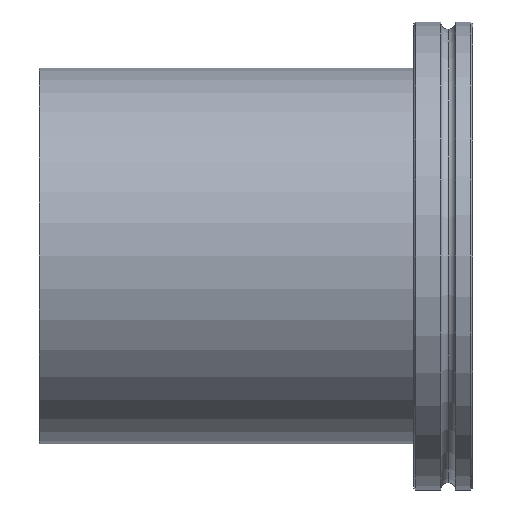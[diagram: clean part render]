
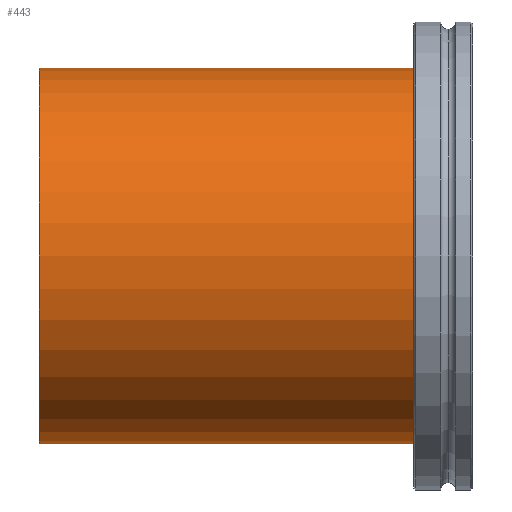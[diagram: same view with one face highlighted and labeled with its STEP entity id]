
A CAD part, left-side view. The second image highlights one B-rep face of the part: STEP entity #443.
In plain terms, the highlighted cylindrical face has radius 38.1 mm (diameter 76.2 mm), a partial arc.
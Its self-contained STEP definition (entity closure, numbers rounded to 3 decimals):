
#232 = EDGE_CURVE ( 'NONE', #247, #233, #718, .T. ) ;
#233 = VERTEX_POINT ( 'NONE', #713 ) ;
#236 = VERTEX_POINT ( 'NONE', #690 ) ;
#247 = VERTEX_POINT ( 'NONE', #669 ) ;
#248 = VERTEX_POINT ( 'NONE', #668 ) ;
#417 = EDGE_CURVE ( 'NONE', #236, #233, #1217, .T. ) ;
#421 = EDGE_LOOP ( 'NONE', ( #444, #445, #446, #447 ) ) ;
#427 = EDGE_CURVE ( 'NONE', #248, #236, #1220, .T. ) ;
#430 = EDGE_CURVE ( 'NONE', #248, #247, #774, .T. ) ;
#443 = ADVANCED_FACE ( 'NONE', ( #827 ), #838, .T. ) ;
#444 = ORIENTED_EDGE ( 'NONE', *, *, #232, .F. ) ;
#445 = ORIENTED_EDGE ( 'NONE', *, *, #430, .F. ) ;
#446 = ORIENTED_EDGE ( 'NONE', *, *, #427, .T. ) ;
#447 = ORIENTED_EDGE ( 'NONE', *, *, #417, .T. ) ;
#668 = CARTESIAN_POINT ( 'NONE',  ( 0., 81.5, -38.1 ) ) ;
#669 = CARTESIAN_POINT ( 'NONE',  ( 0., 81.5, 38.1 ) ) ;
#690 = CARTESIAN_POINT ( 'NONE',  ( 0., 0., -38.1 ) ) ;
#713 = CARTESIAN_POINT ( 'NONE',  ( 0., 0., 38.1 ) ) ;
#715 = DIRECTION ( 'NONE',  ( 0., -1., 0. ) ) ;
#716 = VECTOR ( 'NONE', #715, 1000. ) ;
#717 = CARTESIAN_POINT ( 'NONE',  ( 0., 81.5, 38.1 ) ) ;
#718 = LINE ( 'NONE', #717, #716 ) ;
#773 = AXIS2_PLACEMENT_3D ( 'NONE', #785, #784, #783 ) ;
#774 = CIRCLE ( 'NONE', #773, 38.1 ) ;
#783 = DIRECTION ( 'NONE',  ( 0., 0., 1. ) ) ;
#784 = DIRECTION ( 'NONE',  ( 0., 1., 0. ) ) ;
#785 = CARTESIAN_POINT ( 'NONE',  ( 0., 81.5, 0. ) ) ;
#827 = FACE_OUTER_BOUND ( 'NONE', #421, .T. ) ;
#829 = DIRECTION ( 'NONE',  ( 0., 0., -1. ) ) ;
#830 = DIRECTION ( 'NONE',  ( 0., -1., 0. ) ) ;
#831 = CARTESIAN_POINT ( 'NONE',  ( 0., 81.5, 0. ) ) ;
#832 = AXIS2_PLACEMENT_3D ( 'NONE', #831, #830, #829 ) ;
#838 = CYLINDRICAL_SURFACE ( 'NONE', #832, 38.1 ) ;
#1212 = DIRECTION ( 'NONE',  ( 0., -1., 0. ) ) ;
#1213 = VECTOR ( 'NONE', #1212, 1000. ) ;
#1214 = CARTESIAN_POINT ( 'NONE',  ( 0., 81.5, -38.1 ) ) ;
#1216 = DIRECTION ( 'NONE',  ( 0., 1., 0. ) ) ;
#1217 = CIRCLE ( 'NONE', #1218, 38.1 ) ;
#1218 = AXIS2_PLACEMENT_3D ( 'NONE', #1226, #1216, #1227 ) ;
#1220 = LINE ( 'NONE', #1214, #1213 ) ;
#1226 = CARTESIAN_POINT ( 'NONE',  ( 0., 0., 0. ) ) ;
#1227 = DIRECTION ( 'NONE',  ( 0., 0., 1. ) ) ;
